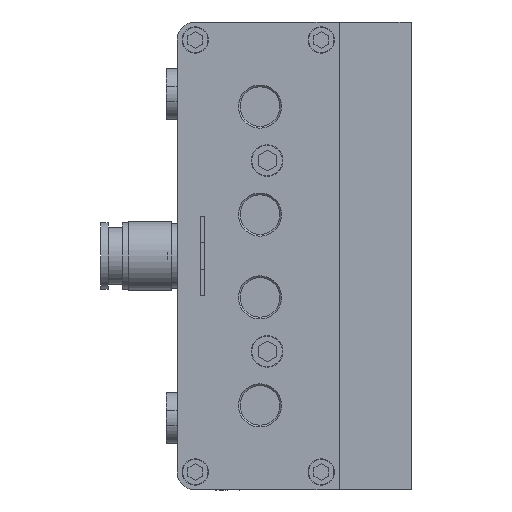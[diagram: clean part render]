
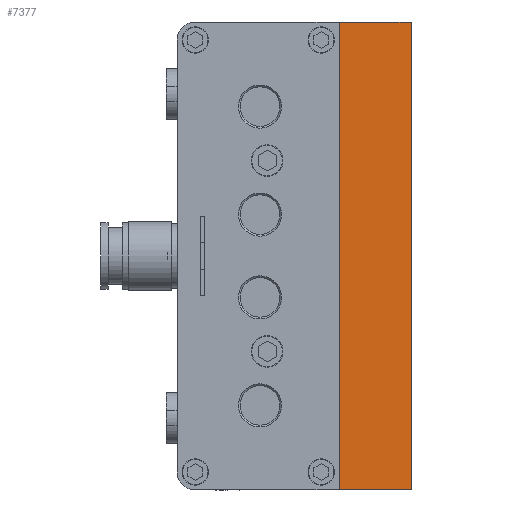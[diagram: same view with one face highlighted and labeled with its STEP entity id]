
A CAD part, left-side view. The second image highlights one B-rep face of the part: STEP entity #7377.
In plain terms, the highlighted planar face has unit normal (-1, 0, 0).
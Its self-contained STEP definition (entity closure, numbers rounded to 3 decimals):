
#1196 = PLANE ( 'NONE',  #15795 ) ;
#1346 = CARTESIAN_POINT ( 'NONE',  ( -446., -20., -65. ) ) ;
#3332 = ORIENTED_EDGE ( 'NONE', *, *, #23844, .F. ) ;
#3646 = DIRECTION ( 'NONE',  ( 0., 1., 0. ) ) ;
#3674 = EDGE_CURVE ( 'NONE', #17954, #18739, #22195, .T. ) ;
#4605 = LINE ( 'NONE', #30813, #25664 ) ;
#6629 = VERTEX_POINT ( 'NONE', #22792 ) ;
#6677 = ORIENTED_EDGE ( 'NONE', *, *, #19432, .T. ) ;
#7377 = ADVANCED_FACE ( 'NONE', ( #26669 ), #1196, .F. ) ;
#9805 = DIRECTION ( 'NONE',  ( 0., 0., -1. ) ) ;
#12988 = CARTESIAN_POINT ( 'NONE',  ( -446., -20., 65. ) ) ;
#14749 = VECTOR ( 'NONE', #9805, 1000. ) ;
#15795 = AXIS2_PLACEMENT_3D ( 'NONE', #12988, #20978, #23824 ) ;
#17954 = VERTEX_POINT ( 'NONE', #25907 ) ;
#18717 = ORIENTED_EDGE ( 'NONE', *, *, #23208, .F. ) ;
#18739 = VERTEX_POINT ( 'NONE', #23408 ) ;
#19432 = EDGE_CURVE ( 'NONE', #18739, #6629, #4605, .T. ) ;
#20978 = DIRECTION ( 'NONE',  ( 1., 0., 0. ) ) ;
#21316 = ORIENTED_EDGE ( 'NONE', *, *, #3674, .T. ) ;
#22195 = LINE ( 'NONE', #34152, #35604 ) ;
#22792 = CARTESIAN_POINT ( 'NONE',  ( -446., 0., -65. ) ) ;
#22937 = EDGE_LOOP ( 'NONE', ( #6677, #3332, #18717, #21316 ) ) ;
#23208 = EDGE_CURVE ( 'NONE', #17954, #28968, #24243, .T. ) ;
#23408 = CARTESIAN_POINT ( 'NONE',  ( -446., 0., 65. ) ) ;
#23824 = DIRECTION ( 'NONE',  ( 0., 0., -1. ) ) ;
#23844 = EDGE_CURVE ( 'NONE', #28968, #6629, #29665, .T. ) ;
#24243 = LINE ( 'NONE', #35828, #14749 ) ;
#25664 = VECTOR ( 'NONE', #27204, 1000. ) ;
#25907 = CARTESIAN_POINT ( 'NONE',  ( -446., -20., 65. ) ) ;
#26669 = FACE_OUTER_BOUND ( 'NONE', #22937, .T. ) ;
#27204 = DIRECTION ( 'NONE',  ( 0., 0., -1. ) ) ;
#28784 = CARTESIAN_POINT ( 'NONE',  ( -446., -20., -65. ) ) ;
#28968 = VERTEX_POINT ( 'NONE', #28784 ) ;
#29665 = LINE ( 'NONE', #1346, #32310 ) ;
#30813 = CARTESIAN_POINT ( 'NONE',  ( -446., 0., 65. ) ) ;
#31301 = DIRECTION ( 'NONE',  ( 0., 1., 0. ) ) ;
#32310 = VECTOR ( 'NONE', #3646, 1000. ) ;
#34152 = CARTESIAN_POINT ( 'NONE',  ( -446., -20., 65. ) ) ;
#35604 = VECTOR ( 'NONE', #31301, 1000. ) ;
#35828 = CARTESIAN_POINT ( 'NONE',  ( -446., -20., 65. ) ) ;
